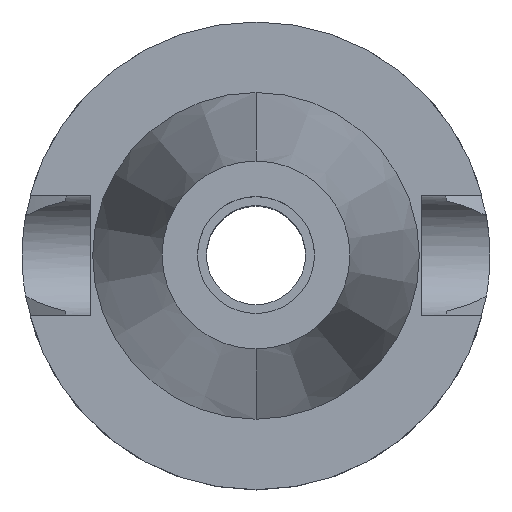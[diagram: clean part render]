
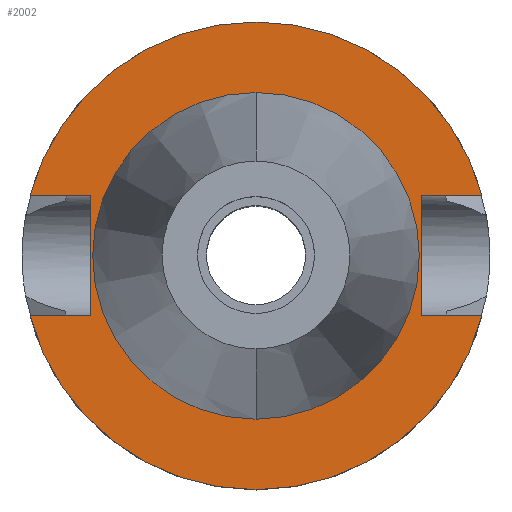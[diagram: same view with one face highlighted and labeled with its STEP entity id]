
A CAD part, top view. The second image highlights one B-rep face of the part: STEP entity #2002.
In plain terms, the highlighted planar face has unit normal (0, 0, 1).
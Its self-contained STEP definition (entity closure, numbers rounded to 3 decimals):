
#750=DIRECTION('',(1.,0.,0.));
#751=VECTOR('',#750,12.921);
#752=CARTESIAN_POINT('',(35.4,12.85,-1.5));
#753=LINE('',#752,#751);
#797=DIRECTION('',(0.,1.,0.));
#798=VECTOR('',#797,25.7);
#799=CARTESIAN_POINT('',(-35.4,-12.85,-1.5));
#800=LINE('',#799,#798);
#804=DIRECTION('',(-1.,0.,0.));
#805=VECTOR('',#804,12.921);
#806=CARTESIAN_POINT('',(-35.4,12.85,-1.5));
#807=LINE('',#806,#805);
#811=CARTESIAN_POINT('',(0.,0.,-1.5));
#812=DIRECTION('',(0.,0.,-1.));
#813=DIRECTION('',(-0.966,0.257,0.));
#814=AXIS2_PLACEMENT_3D('',#811,#812,#813);
#819=CARTESIAN_POINT('',(0.,0.,-1.5));
#820=DIRECTION('',(0.,0.,-1.));
#821=DIRECTION('',(0.,1.,0.));
#822=AXIS2_PLACEMENT_3D('',#819,#820,#821);
#827=DIRECTION('',(0.,-1.,0.));
#828=VECTOR('',#827,25.7);
#829=CARTESIAN_POINT('',(35.4,12.85,-1.5));
#830=LINE('',#829,#828);
#834=DIRECTION('',(1.,0.,0.));
#835=VECTOR('',#834,12.921);
#836=CARTESIAN_POINT('',(35.4,-12.85,-1.5));
#837=LINE('',#836,#835);
#841=CARTESIAN_POINT('',(0.,0.,-1.5));
#842=DIRECTION('',(0.,0.,-1.));
#843=DIRECTION('',(0.966,-0.257,0.));
#844=AXIS2_PLACEMENT_3D('',#841,#842,#843);
#849=CARTESIAN_POINT('',(0.,0.,-1.5));
#850=DIRECTION('',(0.,0.,-1.));
#851=DIRECTION('',(0.,-1.,0.));
#852=AXIS2_PLACEMENT_3D('',#849,#850,#851);
#857=CARTESIAN_POINT('',(0.,0.,-1.5));
#858=DIRECTION('',(0.,0.,1.));
#859=DIRECTION('',(0.,-1.,0.));
#860=AXIS2_PLACEMENT_3D('',#857,#858,#859);
#865=CARTESIAN_POINT('',(0.,0.,-1.5));
#866=DIRECTION('',(0.,0.,1.));
#867=DIRECTION('',(0.,1.,0.));
#868=AXIS2_PLACEMENT_3D('',#865,#866,#867);
#903=DIRECTION('',(-1.,0.,0.));
#904=VECTOR('',#903,12.921);
#905=CARTESIAN_POINT('',(-35.4,-12.85,-1.5));
#906=LINE('',#905,#904);
#1269=CARTESIAN_POINT('',(-35.4,-12.85,-1.5));
#1270=VERTEX_POINT('',#1269);
#1271=CARTESIAN_POINT('',(-48.321,-12.85,-1.5));
#1272=VERTEX_POINT('',#1271);
#1275=CARTESIAN_POINT('',(-35.4,12.85,-1.5));
#1276=VERTEX_POINT('',#1275);
#1277=CARTESIAN_POINT('',(-48.321,12.85,-1.5));
#1278=VERTEX_POINT('',#1277);
#1279=CARTESIAN_POINT('',(0.,50.,-1.5));
#1280=CARTESIAN_POINT('',(48.321,12.85,-1.5));
#1281=VERTEX_POINT('',#1279);
#1282=VERTEX_POINT('',#1280);
#1283=CARTESIAN_POINT('',(35.4,12.85,-1.5));
#1284=VERTEX_POINT('',#1283);
#1285=CARTESIAN_POINT('',(35.4,-12.85,-1.5));
#1286=VERTEX_POINT('',#1285);
#1287=CARTESIAN_POINT('',(48.321,-12.85,-1.5));
#1288=VERTEX_POINT('',#1287);
#1289=CARTESIAN_POINT('',(0.,-50.,-1.5));
#1290=VERTEX_POINT('',#1289);
#1291=CARTESIAN_POINT('',(0.,-34.925,-1.5));
#1292=CARTESIAN_POINT('',(0.,34.925,-1.5));
#1293=VERTEX_POINT('',#1291);
#1294=VERTEX_POINT('',#1292);
#1971=CARTESIAN_POINT('',(0.,0.,-1.5));
#1972=DIRECTION('',(0.,0.,-1.));
#1973=DIRECTION('',(0.,-1.,0.));
#1974=AXIS2_PLACEMENT_3D('',#1971,#1972,#1973);
#1975=PLANE('',#1974);
#1977=ORIENTED_EDGE('',*,*,#1976,.T.);
#1979=ORIENTED_EDGE('',*,*,#1978,.T.);
#1981=ORIENTED_EDGE('',*,*,#1980,.T.);
#1983=ORIENTED_EDGE('',*,*,#1982,.T.);
#1984=ORIENTED_EDGE('',*,*,#1947,.F.);
#1985=ORIENTED_EDGE('',*,*,#1961,.T.);
#1987=ORIENTED_EDGE('',*,*,#1986,.T.);
#1989=ORIENTED_EDGE('',*,*,#1988,.T.);
#1991=ORIENTED_EDGE('',*,*,#1990,.T.);
#1993=ORIENTED_EDGE('',*,*,#1992,.F.);
#1994=EDGE_LOOP('',(#1977,#1979,#1981,#1983,#1984,#1985,#1987,#1989,#1991,
#1993));
#1995=FACE_OUTER_BOUND('',#1994,.F.);
#1997=ORIENTED_EDGE('',*,*,#1996,.T.);
#1999=ORIENTED_EDGE('',*,*,#1998,.T.);
#2000=EDGE_LOOP('',(#1997,#1999));
#2001=FACE_BOUND('',#2000,.F.);
#815=CIRCLE('',#814,50.);
#823=CIRCLE('',#822,50.);
#845=CIRCLE('',#844,50.);
#853=CIRCLE('',#852,50.);
#861=CIRCLE('',#860,34.925);
#869=CIRCLE('',#868,34.925);
#1947=EDGE_CURVE('',#1284,#1282,#753,.T.);
#1961=EDGE_CURVE('',#1284,#1286,#830,.T.);
#1976=EDGE_CURVE('',#1270,#1276,#800,.T.);
#1978=EDGE_CURVE('',#1276,#1278,#807,.T.);
#1980=EDGE_CURVE('',#1278,#1281,#815,.T.);
#1982=EDGE_CURVE('',#1281,#1282,#823,.T.);
#1986=EDGE_CURVE('',#1286,#1288,#837,.T.);
#1988=EDGE_CURVE('',#1288,#1290,#845,.T.);
#1990=EDGE_CURVE('',#1290,#1272,#853,.T.);
#1992=EDGE_CURVE('',#1270,#1272,#906,.T.);
#1996=EDGE_CURVE('',#1293,#1294,#861,.T.);
#1998=EDGE_CURVE('',#1294,#1293,#869,.T.);
#2002=ADVANCED_FACE('',(#1995,#2001),#1975,.F.);
